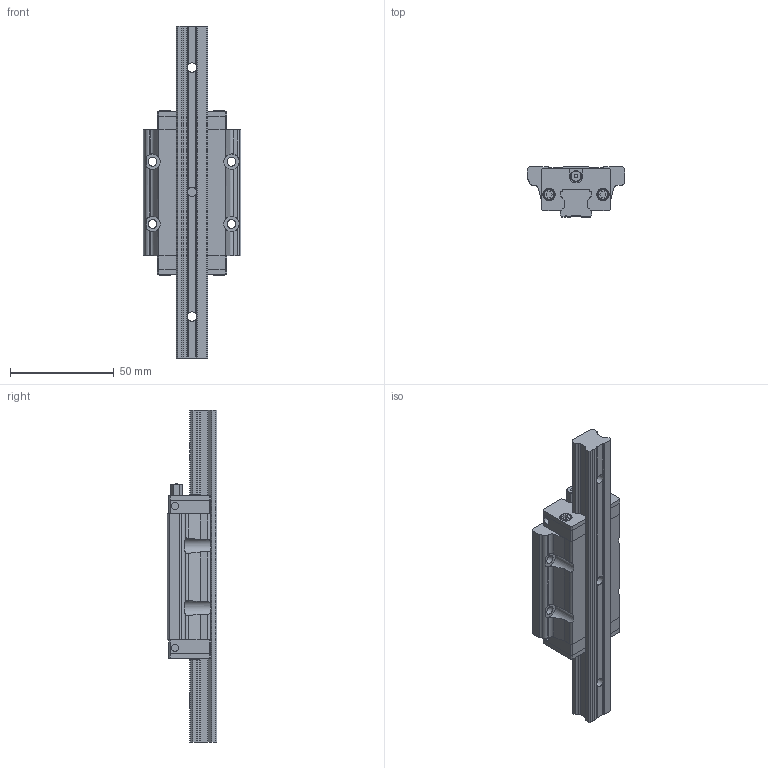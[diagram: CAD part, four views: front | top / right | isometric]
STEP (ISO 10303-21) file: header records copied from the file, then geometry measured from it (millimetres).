
FILE_DESCRIPTION (( 'STEP AP203' ), '1' );
FILE_NAME ('SBI 15 FLL.STEP', '2015-01-08T05:38:24', ( 'john' ), ( '' ), 'SwSTEP 2.0', 'SolidWorks 2013', '' );
FILE_SCHEMA (( 'CONFIG_CONTROL_DESIGN' ));
Length unit declared in the file: millimetre
Products named in the file (6): 1N; DEFAULT-3; SBI 15 FLL; DEFAULT-1; DEFAULT-4; DEFAULT-2
Assembly tree (7 placements, depth 2):
  SBI 15 FLL
    DEFAULT-1
    DEFAULT-2
    DEFAULT-3  x2
    DEFAULT-4  x2
    1N
Bounding box: 47 x 24 x 160 mm (x, y, z)
Volume: 76295.7 mm3; surface area: 29205.1 mm2
Topology: 7 solids, 7 shells, 355 faces, 967 edges, 644 vertices
Faces by surface type: plane 249, cylinder 95, cone 6, torus 4, sphere 1
Full cylindrical faces by diameter (mm): 2.9 x4, 3.4 x4, 3.5 x6, 4 x1, 4.1 x2, 4.2 x4, 4.5 x3, 5.5 x4, 6 x4, 7.5 x5
Entity records: 8941 total; most frequent: CARTESIAN_POINT 1823, ORIENTED_EDGE 1334, DIRECTION 1282, EDGE_CURVE 667, VECTOR 464, LINE 464, VERTEX_POINT 463, AXIS2_PLACEMENT_3D 409
